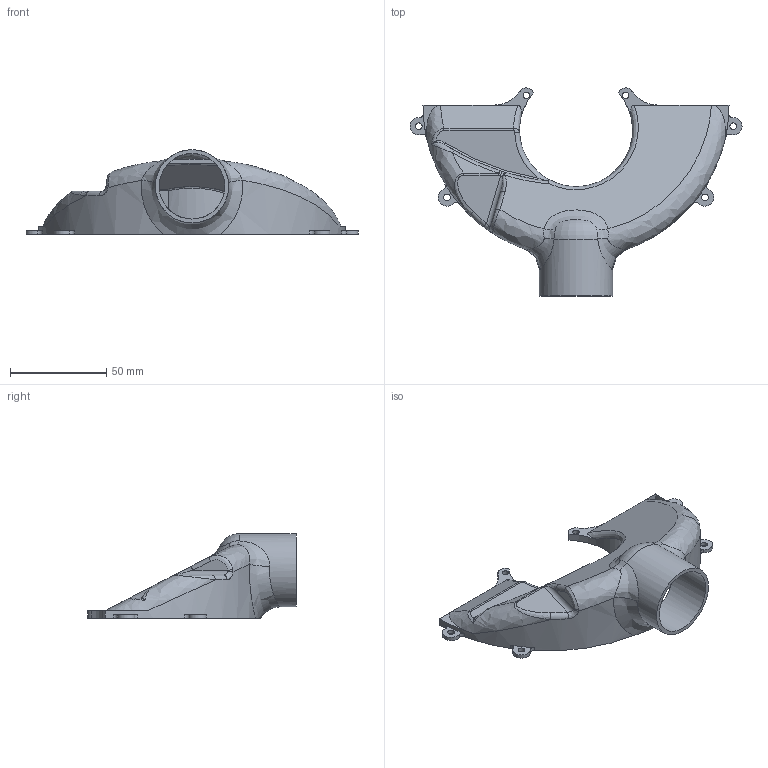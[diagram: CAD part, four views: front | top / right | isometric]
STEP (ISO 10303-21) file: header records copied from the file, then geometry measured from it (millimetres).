
FILE_DESCRIPTION(/* description */ ('STEP AP242','CAx-IF Rec.Pracs.---Representation and Presentation of Product Manufacturing Information (PMI)---4.0---2014-10-13','CAx-IF Rec.Pracs.---3D Tessellated Geometry---0.4---2014-09-14','2;1'),/* implementation_level */ '2;1');
FILE_NAME(/* name */ '65f09041bbda16610ae5f1bc',/* time_stamp */ '2024-03-12T17:26:26Z',/* author */ (''),/* organization */ (''),/* preprocessor_version */ 'ST-DEVELOPER v19.4',/* originating_system */ ' ',/* authorisation */ ' ');
FILE_SCHEMA (('AP242_MANAGED_MODEL_BASED_3D_ENGINEERING_MIM_LF { 1 0 10303 442 1 1 4 }'));
Length unit declared in the file: metre
Products named in the file (1): Part 1
Bounding box: 172.6 x 108.22 x 44.05 mm (x, y, z)
Volume: 39313.6 mm3; surface area: 37965.3 mm2
Topology: 1 solids, 1 shells, 129 faces, 329 edges, 198 vertices
Faces by surface type: bspline 45, cylinder 41, plane 30, torus 9, sphere 4
Full cylindrical faces by diameter (mm): 3.395 x2, 3.5 x4, 34.1 x1, 38.1 x1
Entity records: 5126 total; most frequent: CARTESIAN_POINT 2246, ORIENTED_EDGE 628, DIRECTION 565, EDGE_CURVE 314, AXIS2_PLACEMENT_3D 249, VERTEX_POINT 196, EDGE_LOOP 152, FACE_BOUND 152
